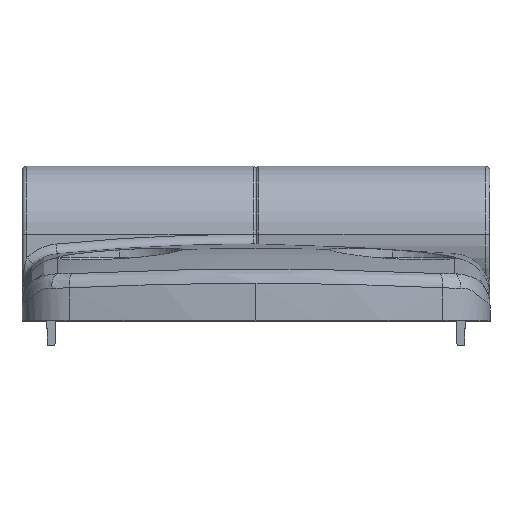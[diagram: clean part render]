
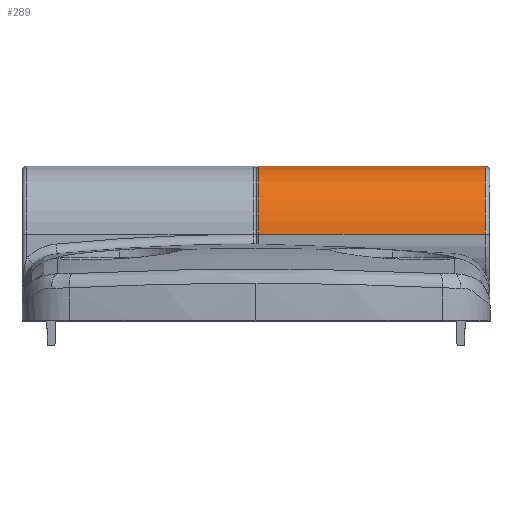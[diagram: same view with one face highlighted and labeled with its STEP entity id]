
A CAD part, top view. The second image highlights one B-rep face of the part: STEP entity #289.
In plain terms, the highlighted cylindrical face has radius 7 mm (diameter 14 mm), a partial arc.
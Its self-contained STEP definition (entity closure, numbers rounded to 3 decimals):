
#289=ADVANCED_FACE('NONE',(#742),#743,.T.);
#742=FACE_OUTER_BOUND('',#1522,.T.);
#743=CYLINDRICAL_SURFACE('',#1523,7.0);
#1522=EDGE_LOOP('',(#3373,#3374,#3375,#3376));
#1523=AXIS2_PLACEMENT_3D('',#3377,#3378,#3379);
#3373=ORIENTED_EDGE('',*,*,#4795,.F.);
#3374=ORIENTED_EDGE('',*,*,#4913,.T.);
#3375=ORIENTED_EDGE('',*,*,#4906,.T.);
#3376=ORIENTED_EDGE('',*,*,#4759,.T.);
#3377=CARTESIAN_POINT('',(-9.83,11.441,17.285));
#3378=DIRECTION('',(1.0,0.0,-0.0));
#3379=DIRECTION('',(0.0,0.0,1.0));
#4759=EDGE_CURVE('NONE',#5444,#5441,#5445,.T.);
#4795=EDGE_CURVE('NONE',#5498,#5441,#5504,.T.);
#4906=EDGE_CURVE('NONE',#5694,#5444,#5695,.T.);
#4913=EDGE_CURVE('NONE',#5498,#5694,#5703,.T.);
#5441=VERTEX_POINT('NONE',#6512);
#5444=VERTEX_POINT('NONE',#6515);
#5445=CIRCLE('',#6516,7.0);
#5498=VERTEX_POINT('NONE',#6609);
#5504=LINE('',#6615,#6616);
#5694=VERTEX_POINT('NONE',#7192);
#5695=LINE('',#7193,#7194);
#5703=CIRCLE('',#7210,7.0);
#6512=CARTESIAN_POINT('',(-33.53,11.441,24.285));
#6515=CARTESIAN_POINT('',(-33.53,11.441,10.285));
#6516=AXIS2_PLACEMENT_3D('',#9207,#9208,#9209);
#6609=CARTESIAN_POINT('',(-10.33,11.441,24.285));
#6615=CARTESIAN_POINT('',(-9.83,11.441,24.285));
#6616=VECTOR('',#9262,1000.0);
#7192=CARTESIAN_POINT('',(-10.33,11.441,10.285));
#7193=CARTESIAN_POINT('',(-9.83,11.441,10.285));
#7194=VECTOR('',#9354,1000.0);
#7210=AXIS2_PLACEMENT_3D('',#9358,#9359,#9360);
#9207=CARTESIAN_POINT('',(-33.53,11.441,17.285));
#9208=DIRECTION('',(1.0,0.0,0.0));
#9209=DIRECTION('',(0.0,0.0,-1.0));
#9262=DIRECTION('',(-1.0,-0.0,-0.0));
#9354=DIRECTION('',(-1.0,-0.0,-0.0));
#9358=CARTESIAN_POINT('',(-10.33,11.441,17.285));
#9359=DIRECTION('',(-1.0,0.0,0.0));
#9360=DIRECTION('',(0.0,0.0,1.0));
